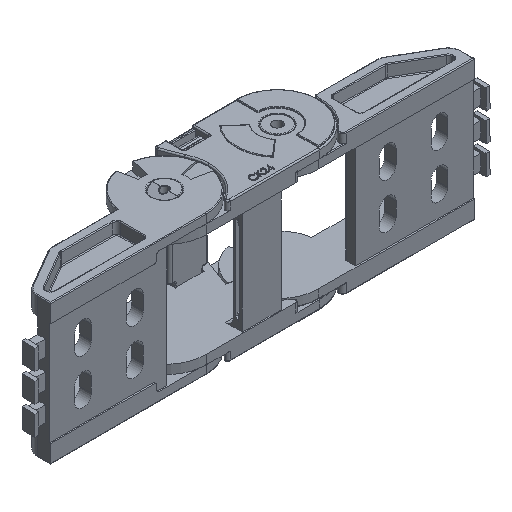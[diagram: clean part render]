
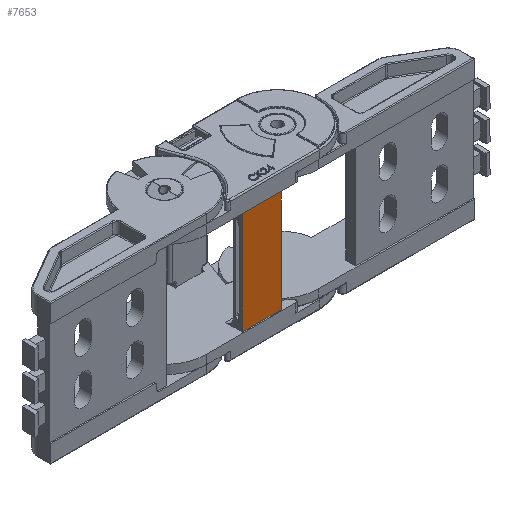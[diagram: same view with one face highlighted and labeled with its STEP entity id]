
A CAD part, isometric view. The second image highlights one B-rep face of the part: STEP entity #7653.
In plain terms, the highlighted planar face has unit normal (0, -1, 0).
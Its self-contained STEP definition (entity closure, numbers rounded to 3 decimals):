
#902 = DIRECTION ( 'NONE',  ( 0., 0., -1. ) ) ;
#3209 = LINE ( 'NONE', #19073, #13740 ) ;
#3498 = CARTESIAN_POINT ( 'NONE',  ( 78.25, -15.75, 35. ) ) ;
#3931 = LINE ( 'NONE', #3498, #8435 ) ;
#5285 = FACE_OUTER_BOUND ( 'NONE', #14668, .T. ) ;
#5849 = DIRECTION ( 'NONE',  ( -1., 0., 0. ) ) ;
#7653 = ADVANCED_FACE ( 'NONE', ( #5285 ), #14963, .F. ) ;
#8435 = VECTOR ( 'NONE', #26046, 1000. ) ;
#10420 = CARTESIAN_POINT ( 'NONE',  ( 92.5, -15.75, -5. ) ) ;
#10655 = VERTEX_POINT ( 'NONE', #11726 ) ;
#10711 = VECTOR ( 'NONE', #28143, 1000. ) ;
#11726 = CARTESIAN_POINT ( 'NONE',  ( 92.5, -15.75, 35. ) ) ;
#12707 = ORIENTED_EDGE ( 'NONE', *, *, #16548, .F. ) ;
#13740 = VECTOR ( 'NONE', #21395, 1000. ) ;
#14668 = EDGE_LOOP ( 'NONE', ( #29113, #27259, #12707, #25753 ) ) ;
#14898 = VERTEX_POINT ( 'NONE', #10420 ) ;
#14963 = PLANE ( 'NONE',  #30155 ) ;
#16232 = EDGE_CURVE ( 'NONE', #14898, #10655, #20940, .T. ) ;
#16418 = EDGE_CURVE ( 'NONE', #18196, #14898, #3209, .T. ) ;
#16548 = EDGE_CURVE ( 'NONE', #25990, #18196, #29990, .T. ) ;
#17082 = EDGE_CURVE ( 'NONE', #10655, #25990, #3931, .T. ) ;
#18196 = VERTEX_POINT ( 'NONE', #23015 ) ;
#19073 = CARTESIAN_POINT ( 'NONE',  ( 78.25, -15.75, -5. ) ) ;
#20537 = VECTOR ( 'NONE', #902, 1000. ) ;
#20766 = CARTESIAN_POINT ( 'NONE',  ( 107.5, -15.75, 35. ) ) ;
#20940 = LINE ( 'NONE', #25821, #10711 ) ;
#21395 = DIRECTION ( 'NONE',  ( -1., 0., 0. ) ) ;
#22190 = CARTESIAN_POINT ( 'NONE',  ( 78.25, -15.75, 57. ) ) ;
#23015 = CARTESIAN_POINT ( 'NONE',  ( 107.5, -15.75, -5. ) ) ;
#24633 = CARTESIAN_POINT ( 'NONE',  ( 107.5, -15.75, 10. ) ) ;
#25229 = DIRECTION ( 'NONE',  ( 0., 1., 0. ) ) ;
#25753 = ORIENTED_EDGE ( 'NONE', *, *, #17082, .F. ) ;
#25821 = CARTESIAN_POINT ( 'NONE',  ( 92.5, -15.75, 10. ) ) ;
#25990 = VERTEX_POINT ( 'NONE', #20766 ) ;
#26046 = DIRECTION ( 'NONE',  ( 1., 0., 0. ) ) ;
#27259 = ORIENTED_EDGE ( 'NONE', *, *, #16418, .F. ) ;
#28143 = DIRECTION ( 'NONE',  ( 0., 0., 1. ) ) ;
#29113 = ORIENTED_EDGE ( 'NONE', *, *, #16232, .F. ) ;
#29990 = LINE ( 'NONE', #24633, #20537 ) ;
#30155 = AXIS2_PLACEMENT_3D ( 'NONE', #22190, #25229, #5849 ) ;
